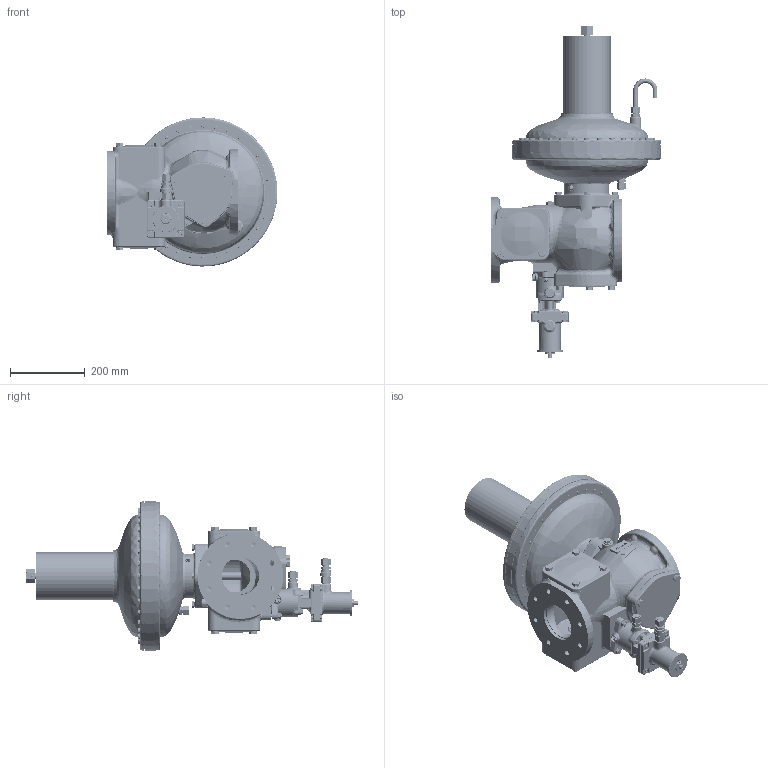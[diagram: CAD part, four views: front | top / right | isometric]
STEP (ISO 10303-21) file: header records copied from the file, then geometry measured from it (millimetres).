
FILE_DESCRIPTION (( 'STEP AP214' ), '1' );
FILE_NAME ('V_MB_HON370_100_RE2SM_K1a_A_.STEP', '2017-03-15T12:33:32', ( '' ), ( '' ), 'SwSTEP 2.0', 'SolidWorks 2015', '' );
FILE_SCHEMA (( 'AUTOMOTIVE_DESIGN' ));
Length unit declared in the file: millimetre
Products named in the file (1): V_MB_HON370_100_RE2SM_K1a_A_
Bounding box: 456 x 885.86 x 398 mm (x, y, z)
Surface area: 2391530.5 mm2 (no closed solid volume)
Topology: 0 solids, 196 shells, 6042 faces, 14315 edges, 8772 vertices
Faces by surface type: plane 1980, cylinder 1772, cone 1252, bspline 1038
Entity records: 230380 total; most frequent: CARTESIAN_POINT 93807, ORIENTED_EDGE 28300, DIRECTION 27787, EDGE_CURVE 14153, AXIS2_PLACEMENT_3D 11290, VERTEX_POINT 8768, EDGE_LOOP 6819, CIRCLE 6285
